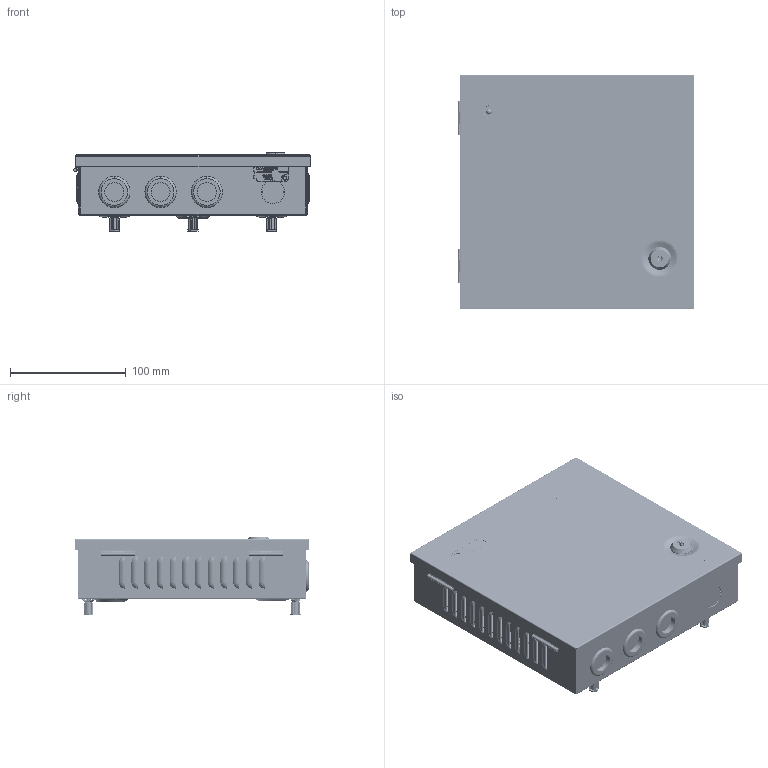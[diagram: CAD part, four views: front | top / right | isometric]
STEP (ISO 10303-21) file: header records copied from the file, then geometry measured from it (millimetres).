
FILE_DESCRIPTION (( 'STEP AP214' ), '1' );
FILE_NAME ('ADCCTV1205-08.STEP', '2021-08-02T11:46:55', ( '' ), ( '' ), 'SwSTEP 2.0', 'SolidWorks 2020', '' );
FILE_SCHEMA (( 'AUTOMOTIVE_DESIGN' ));
Length unit declared in the file: millimetre
Products named in the file (26): ELECTRONIQUE ADCCTV1205-08_REV01; Deviatore a Rotella Panasonic AM5_LIBRE; capot ADCCTV1205-08_rev01; CAM LOCK S; ISO 7046-1 - M3 x 6 - Z --- 6S_ISO 7046-1 - M3 x 6 - Z --- 6S; EP0057-VARISTOR; LED 5MM RVO_VERT; User Library-20mm diameter panel hole grommet; Parte 2 Deviatore a Rotella Panasonic AM5; r6513-00_paroi 0.8mm; EP0516-POLYSWITCH; ADCCTV1205-08; ENTRETOISE_H28; LED 5MM RVO_ROUGE; HB-9500_3P; ISO 7045 - M3 x 6 - Z --- 6S_ISO 7045 - M3 x 6 - Z --- 6S; User Library-Pot - RES_VAR1; User Library-chave-1_Valor predeterminado; BOITIER ADCCTV1205-08_rev01; Parte 4 Deviatore a Rotella Panasonic AM5; GreenLED-3mm; KF7.62_16P; User Library-Portafusible Europeo CI; Parte 1 Deviatore a Rotella Panasonic AM5; Parte 3 Deviatore a Rotella Panasonic AM5; ELEC ADCCTV1205-08_rev01
Assembly tree (59 placements, depth 3):
  ADCCTV1205-08
    BOITIER ADCCTV1205-08_rev01
    ELECTRONIQUE ADCCTV1205-08_REV01
      ELEC ADCCTV1205-08_rev01
      User Library-Portafusible Europeo CI
      User Library-chave-1_Valor predeterminado
      capot ADCCTV1205-08_rev01
      ENTRETOISE_H28  x3
      ISO 7046-1 - M3 x 6 - Z --- 6S_ISO 7046-1 - M3 x 6 - Z --- 6S  x3
      ISO 7045 - M3 x 6 - Z --- 6S_ISO 7045 - M3 x 6 - Z --- 6S  x6
      User Library-Pot - RES_VAR1
      KF7.62_16P
      GreenLED-3mm  x8
      HB-9500_3P
      LED 5MM RVO_VERT
      EP0516-POLYSWITCH  x8
      EP0057-VARISTOR  x8
      LED 5MM RVO_ROUGE
    Deviatore a Rotella Panasonic AM5_LIBRE
      Parte 1 Deviatore a Rotella Panasonic AM5
      Parte 2 Deviatore a Rotella Panasonic AM5
      Parte 3 Deviatore a Rotella Panasonic AM5
      Parte 4 Deviatore a Rotella Panasonic AM5
    r6513-00_paroi 0.8mm  x3
    CAM LOCK S
    User Library-20mm diameter panel hole grommet  x3
Bounding box: 204.7 x 203 x 68 mm (x, y, z)
Volume: 212188.5 mm3; surface area: 383086.9 mm2
Topology: 75 solids, 78 shells, 6413 faces, 17302 edges, 11295 vertices
Faces by surface type: plane 3536, cylinder 1316, bspline 637, cone 533, torus 361, sphere 30
Entity records: 200728 total; most frequent: CARTESIAN_POINT 61901, ORIENTED_EDGE 26030, DIRECTION 21990, EDGE_CURVE 13019, VECTOR 9010, LINE 9010, VERTEX_POINT 8719, AXIS2_PLACEMENT_3D 6490
